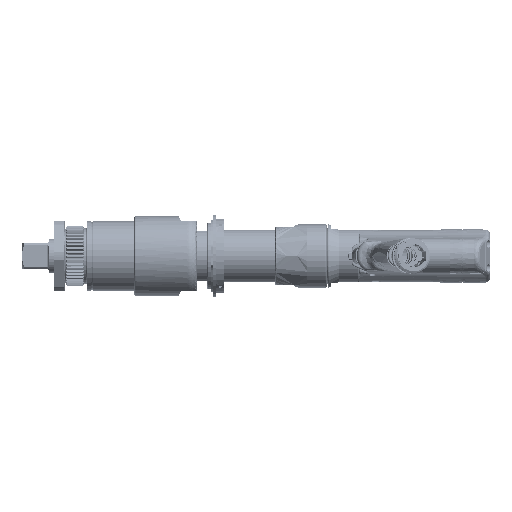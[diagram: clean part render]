
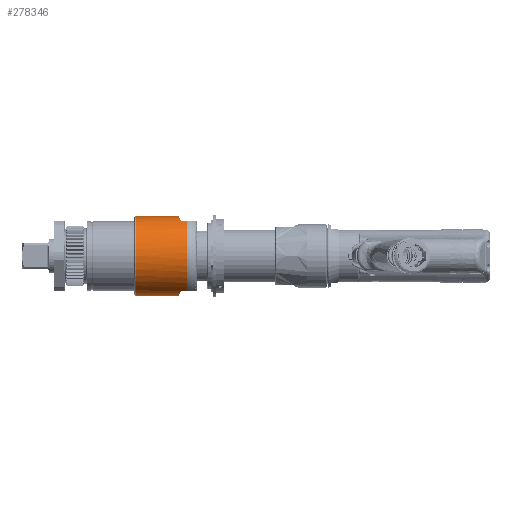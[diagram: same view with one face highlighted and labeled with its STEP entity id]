
A CAD part, top view. The second image highlights one B-rep face of the part: STEP entity #278346.
In plain terms, the highlighted cylindrical face has radius 39.688 mm (diameter 79.375 mm), a partial arc.
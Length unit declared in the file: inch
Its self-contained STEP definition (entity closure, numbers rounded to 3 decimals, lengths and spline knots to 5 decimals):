
#276450=CARTESIAN_POINT('',(-7.4287,1.5625,-2.375));
#276451=CARTESIAN_POINT('',(-7.4287,1.5625,-2.10501));
#276452=CARTESIAN_POINT('',(-7.39081,1.49689,
-1.85685));
#276453=CARTESIAN_POINT('',(-7.319,1.3725,-1.62824));
#276455=DIRECTION('',(1.,0.,0.));
#276456=VECTOR('',#276455,0.208);
#276457=CARTESIAN_POINT('',(-7.319,1.3725,-1.62824));
#276458=LINE('',#276457,#276456);
#276459=DIRECTION('',(-1.,0.,0.));
#276460=VECTOR('',#276459,0.208);
#276461=CARTESIAN_POINT('',(-7.111,-1.3725,-1.62824));
#276462=LINE('',#276461,#276460);
#276463=CARTESIAN_POINT('',(-7.319,-1.3725,-1.62824));
#276464=CARTESIAN_POINT('',(-7.39081,-1.49689,
-1.85685));
#276465=CARTESIAN_POINT('',(-7.4287,-1.5625,-2.10501));
#276466=CARTESIAN_POINT('',(-7.4287,-1.5625,-2.375));
#276473=DIRECTION('',(-1.,0.,0.));
#276474=VECTOR('',#276473,1.6853);
#276475=CARTESIAN_POINT('',(-7.4287,1.5625,-2.375));
#276476=LINE('',#276475,#276474);
#276477=DIRECTION('',(1.,0.,0.));
#276478=VECTOR('',#276477,1.6853);
#276479=CARTESIAN_POINT('',(-9.114,-1.5625,-2.375));
#276480=LINE('',#276479,#276478);
#276524=CARTESIAN_POINT('',(-9.114,0.,-2.375));
#276525=DIRECTION('',(1.,0.,0.));
#276526=DIRECTION('',(0.,1.,0.));
#276527=AXIS2_PLACEMENT_3D('',#276524,#276525,#276526);
#277887=CARTESIAN_POINT('',(-7.111,0.,-2.375));
#277888=DIRECTION('',(-1.,0.,0.));
#277889=DIRECTION('',(0.,-0.878,0.478));
#277890=AXIS2_PLACEMENT_3D('',#277887,#277888,#277889);
#278200=VERTEX_POINT('',#276450);
#278201=VERTEX_POINT('',#276453);
#278202=CARTESIAN_POINT('',(-7.111,1.3725,-1.62824));
#278203=VERTEX_POINT('',#278202);
#278204=CARTESIAN_POINT('',(-7.111,-1.3725,-1.62824));
#278205=VERTEX_POINT('',#278204);
#278206=CARTESIAN_POINT('',(-7.319,-1.3725,-1.62824));
#278207=VERTEX_POINT('',#278206);
#278208=VERTEX_POINT('',#276466);
#278209=CARTESIAN_POINT('',(-9.114,-1.5625,-2.375));
#278210=VERTEX_POINT('',#278209);
#278211=CARTESIAN_POINT('',(-9.114,1.5625,-2.375));
#278212=VERTEX_POINT('',#278211);
#278323=CARTESIAN_POINT('',(-9.15406,0.,-2.375));
#278324=DIRECTION('',(1.,0.,0.));
#278325=DIRECTION('',(0.,-1.,0.));
#278326=AXIS2_PLACEMENT_3D('',#278323,#278324,#278325);
#278327=CYLINDRICAL_SURFACE('',#278326,1.5625);
#278329=ORIENTED_EDGE('',*,*,#278328,.T.);
#278331=ORIENTED_EDGE('',*,*,#278330,.T.);
#278333=ORIENTED_EDGE('',*,*,#278332,.F.);
#278335=ORIENTED_EDGE('',*,*,#278334,.T.);
#278337=ORIENTED_EDGE('',*,*,#278336,.T.);
#278339=ORIENTED_EDGE('',*,*,#278338,.F.);
#278341=ORIENTED_EDGE('',*,*,#278340,.F.);
#278343=ORIENTED_EDGE('',*,*,#278342,.F.);
#278344=EDGE_LOOP('',(#278329,#278331,#278333,#278335,#278337,#278339,#278341,
#278343));
#278345=FACE_OUTER_BOUND('',#278344,.F.);
#278346=ADVANCED_FACE('',(#278345),#278327,.T.);
#276454=B_SPLINE_CURVE_WITH_KNOTS('',3,(#276450,#276451,#276452,#276453),
.UNSPECIFIED.,.F.,.F.,(4,4),(0.,1.),.UNSPECIFIED.);
#276467=B_SPLINE_CURVE_WITH_KNOTS('',3,(#276463,#276464,#276465,#276466),
.UNSPECIFIED.,.F.,.F.,(4,4),(0.,1.),.UNSPECIFIED.);
#276528=CIRCLE('',#276527,1.5625);
#277891=CIRCLE('',#277890,1.5625);
#278328=EDGE_CURVE('',#278200,#278201,#276454,.T.);
#278330=EDGE_CURVE('',#278201,#278203,#276458,.T.);
#278332=EDGE_CURVE('',#278205,#278203,#277891,.T.);
#278334=EDGE_CURVE('',#278205,#278207,#276462,.T.);
#278336=EDGE_CURVE('',#278207,#278208,#276467,.T.);
#278338=EDGE_CURVE('',#278210,#278208,#276480,.T.);
#278340=EDGE_CURVE('',#278212,#278210,#276528,.T.);
#278342=EDGE_CURVE('',#278200,#278212,#276476,.T.);
